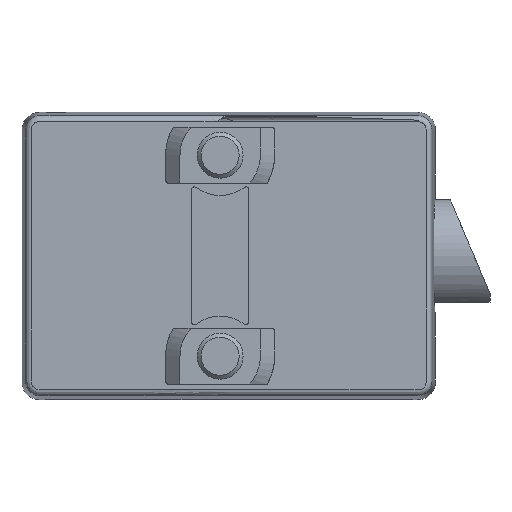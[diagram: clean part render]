
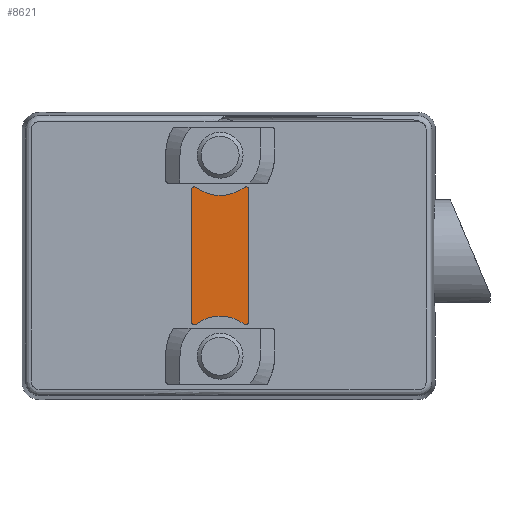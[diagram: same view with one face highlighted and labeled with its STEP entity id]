
A CAD part, top view. The second image highlights one B-rep face of the part: STEP entity #8621.
In plain terms, the highlighted planar face has unit normal (0, 0, 1).
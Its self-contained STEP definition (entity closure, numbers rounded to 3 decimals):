
#4356 = PLANE('',#4357);
#4357 = AXIS2_PLACEMENT_3D('',#4358,#4359,#4360);
#4358 = CARTESIAN_POINT('',(-6.5,11.5,21.));
#4359 = DIRECTION('',(1.,0.,0.));
#4360 = DIRECTION('',(0.,0.,-1.));
#4385 = CYLINDRICAL_SURFACE('',#4386,0.5);
#4386 = AXIS2_PLACEMENT_3D('',#4387,#4388,#4389);
#4387 = CARTESIAN_POINT('',(-6.,11.5,21.));
#4388 = DIRECTION('',(0.,0.,-1.));
#4389 = DIRECTION('',(-1.,0.,0.));
#4414 = CYLINDRICAL_SURFACE('',#4415,7.);
#4415 = AXIS2_PLACEMENT_3D('',#4416,#4417,#4418);
#4416 = CARTESIAN_POINT('',(-1.5,17.5,21.));
#4417 = DIRECTION('',(0.,0.,-1.));
#4418 = DIRECTION('',(-1.,0.,0.));
#4443 = CYLINDRICAL_SURFACE('',#4444,0.5);
#4444 = AXIS2_PLACEMENT_3D('',#4445,#4446,#4447);
#4445 = CARTESIAN_POINT('',(3.,11.5,21.));
#4446 = DIRECTION('',(0.,0.,-1.));
#4447 = DIRECTION('',(-1.,0.,0.));
#4471 = PLANE('',#4472);
#4472 = AXIS2_PLACEMENT_3D('',#4473,#4474,#4475);
#4473 = CARTESIAN_POINT('',(3.5,-11.5,21.));
#4474 = DIRECTION('',(-1.,0.,0.));
#4475 = DIRECTION('',(0.,0.,1.));
#4500 = CYLINDRICAL_SURFACE('',#4501,0.5);
#4501 = AXIS2_PLACEMENT_3D('',#4502,#4503,#4504);
#4502 = CARTESIAN_POINT('',(3.,-11.5,21.));
#4503 = DIRECTION('',(0.,0.,-1.));
#4504 = DIRECTION('',(-1.,0.,0.));
#4529 = CYLINDRICAL_SURFACE('',#4530,7.);
#4530 = AXIS2_PLACEMENT_3D('',#4531,#4532,#4533);
#4531 = CARTESIAN_POINT('',(-1.5,-17.5,21.));
#4532 = DIRECTION('',(0.,0.,-1.));
#4533 = DIRECTION('',(-1.,0.,0.));
#4556 = CYLINDRICAL_SURFACE('',#4557,0.5);
#4557 = AXIS2_PLACEMENT_3D('',#4558,#4559,#4560);
#4558 = CARTESIAN_POINT('',(-6.,-11.5,21.));
#4559 = DIRECTION('',(0.,0.,-1.));
#4560 = DIRECTION('',(-1.,0.,0.));
#8224 = VERTEX_POINT('',#8225);
#8225 = CARTESIAN_POINT('',(-6.5,11.5,21.));
#8246 = EDGE_CURVE('',#8247,#8224,#8249,.T.);
#8247 = VERTEX_POINT('',#8248);
#8248 = CARTESIAN_POINT('',(-5.7,11.9,21.));
#8249 = SURFACE_CURVE('',#8250,(#8255,#8262),.PCURVE_S1.);
#8250 = CIRCLE('',#8251,0.5);
#8251 = AXIS2_PLACEMENT_3D('',#8252,#8253,#8254);
#8252 = CARTESIAN_POINT('',(-6.,11.5,21.));
#8253 = DIRECTION('',(0.,0.,1.));
#8254 = DIRECTION('',(1.,0.,-0.));
#8255 = PCURVE('',#4385,#8256);
#8256 = DEFINITIONAL_REPRESENTATION('',(#8257),#8261);
#8257 = LINE('',#8258,#8259);
#8258 = CARTESIAN_POINT('',(3.142,0.));
#8259 = VECTOR('',#8260,1.);
#8260 = DIRECTION('',(-1.,0.));
#8261 = ( GEOMETRIC_REPRESENTATION_CONTEXT(2) 
PARAMETRIC_REPRESENTATION_CONTEXT() REPRESENTATION_CONTEXT('2D SPACE',''
  ) );
#8262 = PCURVE('',#8263,#8268);
#8263 = PLANE('',#8264);
#8264 = AXIS2_PLACEMENT_3D('',#8265,#8266,#8267);
#8265 = CARTESIAN_POINT('',(-6.,11.5,21.));
#8266 = DIRECTION('',(0.,0.,1.));
#8267 = DIRECTION('',(1.,0.,-0.));
#8268 = DEFINITIONAL_REPRESENTATION('',(#8269),#8273);
#8269 = CIRCLE('',#8270,0.5);
#8270 = AXIS2_PLACEMENT_2D('',#8271,#8272);
#8271 = CARTESIAN_POINT('',(0.,0.));
#8272 = DIRECTION('',(1.,0.));
#8273 = ( GEOMETRIC_REPRESENTATION_CONTEXT(2) 
PARAMETRIC_REPRESENTATION_CONTEXT() REPRESENTATION_CONTEXT('2D SPACE',''
  ) );
#8301 = VERTEX_POINT('',#8302);
#8302 = CARTESIAN_POINT('',(-6.5,-11.5,21.));
#8323 = EDGE_CURVE('',#8224,#8301,#8324,.T.);
#8324 = SURFACE_CURVE('',#8325,(#8329,#8336),.PCURVE_S1.);
#8325 = LINE('',#8326,#8327);
#8326 = CARTESIAN_POINT('',(-6.5,11.5,21.));
#8327 = VECTOR('',#8328,1.);
#8328 = DIRECTION('',(0.,-1.,0.));
#8329 = PCURVE('',#4356,#8330);
#8330 = DEFINITIONAL_REPRESENTATION('',(#8331),#8335);
#8331 = LINE('',#8332,#8333);
#8332 = CARTESIAN_POINT('',(0.,0.));
#8333 = VECTOR('',#8334,1.);
#8334 = DIRECTION('',(0.,-1.));
#8335 = ( GEOMETRIC_REPRESENTATION_CONTEXT(2) 
PARAMETRIC_REPRESENTATION_CONTEXT() REPRESENTATION_CONTEXT('2D SPACE',''
  ) );
#8336 = PCURVE('',#8263,#8337);
#8337 = DEFINITIONAL_REPRESENTATION('',(#8338),#8342);
#8338 = LINE('',#8339,#8340);
#8339 = CARTESIAN_POINT('',(-0.5,0.));
#8340 = VECTOR('',#8341,1.);
#8341 = DIRECTION('',(0.,-1.));
#8342 = ( GEOMETRIC_REPRESENTATION_CONTEXT(2) 
PARAMETRIC_REPRESENTATION_CONTEXT() REPRESENTATION_CONTEXT('2D SPACE',''
  ) );
#8350 = VERTEX_POINT('',#8351);
#8351 = CARTESIAN_POINT('',(-5.7,-11.9,21.));
#8372 = EDGE_CURVE('',#8301,#8350,#8373,.T.);
#8373 = SURFACE_CURVE('',#8374,(#8379,#8386),.PCURVE_S1.);
#8374 = CIRCLE('',#8375,0.5);
#8375 = AXIS2_PLACEMENT_3D('',#8376,#8377,#8378);
#8376 = CARTESIAN_POINT('',(-6.,-11.5,21.));
#8377 = DIRECTION('',(0.,0.,1.));
#8378 = DIRECTION('',(1.,0.,-0.));
#8379 = PCURVE('',#4556,#8380);
#8380 = DEFINITIONAL_REPRESENTATION('',(#8381),#8385);
#8381 = LINE('',#8382,#8383);
#8382 = CARTESIAN_POINT('',(9.425,0.));
#8383 = VECTOR('',#8384,1.);
#8384 = DIRECTION('',(-1.,0.));
#8385 = ( GEOMETRIC_REPRESENTATION_CONTEXT(2) 
PARAMETRIC_REPRESENTATION_CONTEXT() REPRESENTATION_CONTEXT('2D SPACE',''
  ) );
#8386 = PCURVE('',#8263,#8387);
#8387 = DEFINITIONAL_REPRESENTATION('',(#8388),#8392);
#8388 = CIRCLE('',#8389,0.5);
#8389 = AXIS2_PLACEMENT_2D('',#8390,#8391);
#8390 = CARTESIAN_POINT('',(0.,-23.));
#8391 = DIRECTION('',(1.,0.));
#8392 = ( GEOMETRIC_REPRESENTATION_CONTEXT(2) 
PARAMETRIC_REPRESENTATION_CONTEXT() REPRESENTATION_CONTEXT('2D SPACE',''
  ) );
#8398 = EDGE_CURVE('',#8399,#8350,#8401,.T.);
#8399 = VERTEX_POINT('',#8400);
#8400 = CARTESIAN_POINT('',(2.7,-11.9,21.));
#8401 = SURFACE_CURVE('',#8402,(#8407,#8414),.PCURVE_S1.);
#8402 = CIRCLE('',#8403,7.);
#8403 = AXIS2_PLACEMENT_3D('',#8404,#8405,#8406);
#8404 = CARTESIAN_POINT('',(-1.5,-17.5,21.));
#8405 = DIRECTION('',(0.,0.,1.));
#8406 = DIRECTION('',(1.,0.,-0.));
#8407 = PCURVE('',#4529,#8408);
#8408 = DEFINITIONAL_REPRESENTATION('',(#8409),#8413);
#8409 = LINE('',#8410,#8411);
#8410 = CARTESIAN_POINT('',(3.142,0.));
#8411 = VECTOR('',#8412,1.);
#8412 = DIRECTION('',(-1.,0.));
#8413 = ( GEOMETRIC_REPRESENTATION_CONTEXT(2) 
PARAMETRIC_REPRESENTATION_CONTEXT() REPRESENTATION_CONTEXT('2D SPACE',''
  ) );
#8414 = PCURVE('',#8263,#8415);
#8415 = DEFINITIONAL_REPRESENTATION('',(#8416),#8420);
#8416 = CIRCLE('',#8417,7.);
#8417 = AXIS2_PLACEMENT_2D('',#8418,#8419);
#8418 = CARTESIAN_POINT('',(4.5,-29.));
#8419 = DIRECTION('',(1.,0.));
#8420 = ( GEOMETRIC_REPRESENTATION_CONTEXT(2) 
PARAMETRIC_REPRESENTATION_CONTEXT() REPRESENTATION_CONTEXT('2D SPACE',''
  ) );
#8450 = VERTEX_POINT('',#8451);
#8451 = CARTESIAN_POINT('',(3.5,-11.5,21.));
#8472 = EDGE_CURVE('',#8399,#8450,#8473,.T.);
#8473 = SURFACE_CURVE('',#8474,(#8479,#8486),.PCURVE_S1.);
#8474 = CIRCLE('',#8475,0.5);
#8475 = AXIS2_PLACEMENT_3D('',#8476,#8477,#8478);
#8476 = CARTESIAN_POINT('',(3.,-11.5,21.));
#8477 = DIRECTION('',(0.,0.,1.));
#8478 = DIRECTION('',(1.,0.,-0.));
#8479 = PCURVE('',#4500,#8480);
#8480 = DEFINITIONAL_REPRESENTATION('',(#8481),#8485);
#8481 = LINE('',#8482,#8483);
#8482 = CARTESIAN_POINT('',(9.425,0.));
#8483 = VECTOR('',#8484,1.);
#8484 = DIRECTION('',(-1.,0.));
#8485 = ( GEOMETRIC_REPRESENTATION_CONTEXT(2) 
PARAMETRIC_REPRESENTATION_CONTEXT() REPRESENTATION_CONTEXT('2D SPACE',''
  ) );
#8486 = PCURVE('',#8263,#8487);
#8487 = DEFINITIONAL_REPRESENTATION('',(#8488),#8492);
#8488 = CIRCLE('',#8489,0.5);
#8489 = AXIS2_PLACEMENT_2D('',#8490,#8491);
#8490 = CARTESIAN_POINT('',(9.,-23.));
#8491 = DIRECTION('',(1.,0.));
#8492 = ( GEOMETRIC_REPRESENTATION_CONTEXT(2) 
PARAMETRIC_REPRESENTATION_CONTEXT() REPRESENTATION_CONTEXT('2D SPACE',''
  ) );
#8500 = VERTEX_POINT('',#8501);
#8501 = CARTESIAN_POINT('',(3.5,11.5,21.));
#8522 = EDGE_CURVE('',#8450,#8500,#8523,.T.);
#8523 = SURFACE_CURVE('',#8524,(#8528,#8535),.PCURVE_S1.);
#8524 = LINE('',#8525,#8526);
#8525 = CARTESIAN_POINT('',(3.5,-11.5,21.));
#8526 = VECTOR('',#8527,1.);
#8527 = DIRECTION('',(0.,1.,0.));
#8528 = PCURVE('',#4471,#8529);
#8529 = DEFINITIONAL_REPRESENTATION('',(#8530),#8534);
#8530 = LINE('',#8531,#8532);
#8531 = CARTESIAN_POINT('',(0.,0.));
#8532 = VECTOR('',#8533,1.);
#8533 = DIRECTION('',(0.,1.));
#8534 = ( GEOMETRIC_REPRESENTATION_CONTEXT(2) 
PARAMETRIC_REPRESENTATION_CONTEXT() REPRESENTATION_CONTEXT('2D SPACE',''
  ) );
#8535 = PCURVE('',#8263,#8536);
#8536 = DEFINITIONAL_REPRESENTATION('',(#8537),#8541);
#8537 = LINE('',#8538,#8539);
#8538 = CARTESIAN_POINT('',(9.5,-23.));
#8539 = VECTOR('',#8540,1.);
#8540 = DIRECTION('',(0.,1.));
#8541 = ( GEOMETRIC_REPRESENTATION_CONTEXT(2) 
PARAMETRIC_REPRESENTATION_CONTEXT() REPRESENTATION_CONTEXT('2D SPACE',''
  ) );
#8549 = VERTEX_POINT('',#8550);
#8550 = CARTESIAN_POINT('',(2.7,11.9,21.));
#8571 = EDGE_CURVE('',#8500,#8549,#8572,.T.);
#8572 = SURFACE_CURVE('',#8573,(#8578,#8585),.PCURVE_S1.);
#8573 = CIRCLE('',#8574,0.5);
#8574 = AXIS2_PLACEMENT_3D('',#8575,#8576,#8577);
#8575 = CARTESIAN_POINT('',(3.,11.5,21.));
#8576 = DIRECTION('',(0.,0.,1.));
#8577 = DIRECTION('',(1.,0.,-0.));
#8578 = PCURVE('',#4443,#8579);
#8579 = DEFINITIONAL_REPRESENTATION('',(#8580),#8584);
#8580 = LINE('',#8581,#8582);
#8581 = CARTESIAN_POINT('',(3.142,0.));
#8582 = VECTOR('',#8583,1.);
#8583 = DIRECTION('',(-1.,0.));
#8584 = ( GEOMETRIC_REPRESENTATION_CONTEXT(2) 
PARAMETRIC_REPRESENTATION_CONTEXT() REPRESENTATION_CONTEXT('2D SPACE',''
  ) );
#8585 = PCURVE('',#8263,#8586);
#8586 = DEFINITIONAL_REPRESENTATION('',(#8587),#8591);
#8587 = CIRCLE('',#8588,0.5);
#8588 = AXIS2_PLACEMENT_2D('',#8589,#8590);
#8589 = CARTESIAN_POINT('',(9.,0.));
#8590 = DIRECTION('',(1.,0.));
#8591 = ( GEOMETRIC_REPRESENTATION_CONTEXT(2) 
PARAMETRIC_REPRESENTATION_CONTEXT() REPRESENTATION_CONTEXT('2D SPACE',''
  ) );
#8597 = EDGE_CURVE('',#8247,#8549,#8598,.T.);
#8598 = SURFACE_CURVE('',#8599,(#8604,#8611),.PCURVE_S1.);
#8599 = CIRCLE('',#8600,7.);
#8600 = AXIS2_PLACEMENT_3D('',#8601,#8602,#8603);
#8601 = CARTESIAN_POINT('',(-1.5,17.5,21.));
#8602 = DIRECTION('',(0.,0.,1.));
#8603 = DIRECTION('',(1.,0.,-0.));
#8604 = PCURVE('',#4414,#8605);
#8605 = DEFINITIONAL_REPRESENTATION('',(#8606),#8610);
#8606 = LINE('',#8607,#8608);
#8607 = CARTESIAN_POINT('',(9.425,0.));
#8608 = VECTOR('',#8609,1.);
#8609 = DIRECTION('',(-1.,0.));
#8610 = ( GEOMETRIC_REPRESENTATION_CONTEXT(2) 
PARAMETRIC_REPRESENTATION_CONTEXT() REPRESENTATION_CONTEXT('2D SPACE',''
  ) );
#8611 = PCURVE('',#8263,#8612);
#8612 = DEFINITIONAL_REPRESENTATION('',(#8613),#8617);
#8613 = CIRCLE('',#8614,7.);
#8614 = AXIS2_PLACEMENT_2D('',#8615,#8616);
#8615 = CARTESIAN_POINT('',(4.5,6.));
#8616 = DIRECTION('',(1.,0.));
#8617 = ( GEOMETRIC_REPRESENTATION_CONTEXT(2) 
PARAMETRIC_REPRESENTATION_CONTEXT() REPRESENTATION_CONTEXT('2D SPACE',''
  ) );
#8621 = ADVANCED_FACE('',(#8622),#8263,.T.);
#8622 = FACE_BOUND('',#8623,.T.);
#8623 = EDGE_LOOP('',(#8624,#8625,#8626,#8627,#8628,#8629,#8630,#8631));
#8624 = ORIENTED_EDGE('',*,*,#8246,.T.);
#8625 = ORIENTED_EDGE('',*,*,#8323,.T.);
#8626 = ORIENTED_EDGE('',*,*,#8372,.T.);
#8627 = ORIENTED_EDGE('',*,*,#8398,.F.);
#8628 = ORIENTED_EDGE('',*,*,#8472,.T.);
#8629 = ORIENTED_EDGE('',*,*,#8522,.T.);
#8630 = ORIENTED_EDGE('',*,*,#8571,.T.);
#8631 = ORIENTED_EDGE('',*,*,#8597,.F.);
